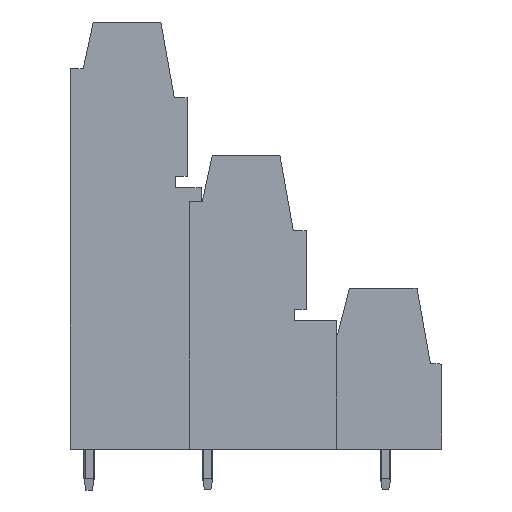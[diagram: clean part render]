
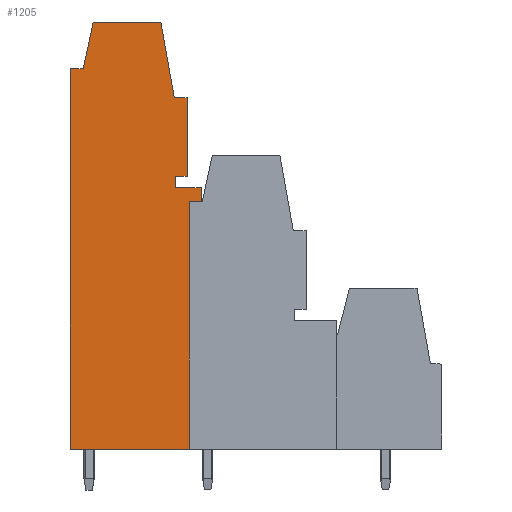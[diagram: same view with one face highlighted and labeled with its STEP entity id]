
A CAD part, left-side view. The second image highlights one B-rep face of the part: STEP entity #1205.
In plain terms, the highlighted planar face has unit normal (-1, 0, 0).
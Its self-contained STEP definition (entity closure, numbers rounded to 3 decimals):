
#1008=AXIS2_PLACEMENT_3D('Plane Axis2P3D',#1005,#1006,#1007) ;
#893=CARTESIAN_POINT('Vertex',(2.54,20.6,24.7)) ;
#896=CARTESIAN_POINT('Line Origine',(2.54,21.1,24.7)) ;
#900=CARTESIAN_POINT('Vertex',(2.54,21.6,24.7)) ;
#926=CARTESIAN_POINT('Vertex',(2.54,21.6,3.5)) ;
#929=CARTESIAN_POINT('Line Origine',(2.54,26.7,3.5)) ;
#933=CARTESIAN_POINT('Vertex',(2.54,31.8,3.5)) ;
#1005=CARTESIAN_POINT('Axis2P3D Location',(2.54,35.177,3.5)) ;
#1109=CARTESIAN_POINT('Line Origine',(2.54,20.6,25.3)) ;
#1113=CARTESIAN_POINT('Vertex',(2.54,20.6,25.9)) ;
#1116=CARTESIAN_POINT('Line Origine',(2.54,21.7,25.9)) ;
#1120=CARTESIAN_POINT('Vertex',(2.54,22.8,25.9)) ;
#1123=CARTESIAN_POINT('Line Origine',(2.54,22.8,26.4)) ;
#1127=CARTESIAN_POINT('Vertex',(2.54,22.8,26.9)) ;
#1130=CARTESIAN_POINT('Line Origine',(2.54,22.3,26.9)) ;
#1134=CARTESIAN_POINT('Vertex',(2.54,21.8,26.9)) ;
#1137=CARTESIAN_POINT('Line Origine',(2.54,21.8,30.25)) ;
#1141=CARTESIAN_POINT('Vertex',(2.54,21.8,33.6)) ;
#1144=CARTESIAN_POINT('Line Origine',(2.54,22.352,33.6)) ;
#1148=CARTESIAN_POINT('Vertex',(2.54,22.904,33.6)) ;
#1151=CARTESIAN_POINT('Line Origine',(2.54,23.477,36.85)) ;
#1155=CARTESIAN_POINT('Vertex',(2.54,24.05,40.1)) ;
#1158=CARTESIAN_POINT('Line Origine',(2.54,26.95,40.1)) ;
#1162=CARTESIAN_POINT('Vertex',(2.54,29.85,40.1)) ;
#1165=CARTESIAN_POINT('Line Origine',(2.54,30.275,38.1)) ;
#1169=CARTESIAN_POINT('Vertex',(2.54,30.7,36.1)) ;
#1172=CARTESIAN_POINT('Line Origine',(2.54,31.25,36.1)) ;
#1176=CARTESIAN_POINT('Vertex',(2.54,31.8,36.1)) ;
#1179=CARTESIAN_POINT('Line Origine',(2.54,31.8,19.8)) ;
#1184=CARTESIAN_POINT('Line Origine',(2.54,21.6,14.1)) ;
#897=DIRECTION('Vector Direction',(0.,1.,0.)) ;
#930=DIRECTION('Vector Direction',(0.,-1.,0.)) ;
#1006=DIRECTION('Axis2P3D Direction',(-1.,0.,0.)) ;
#1007=DIRECTION('Axis2P3D XDirection',(0.,-1.,0.)) ;
#1110=DIRECTION('Vector Direction',(0.,0.,1.)) ;
#1117=DIRECTION('Vector Direction',(0.,1.,0.)) ;
#1124=DIRECTION('Vector Direction',(0.,0.,-1.)) ;
#1131=DIRECTION('Vector Direction',(0.,1.,0.)) ;
#1138=DIRECTION('Vector Direction',(0.,0.,-1.)) ;
#1145=DIRECTION('Vector Direction',(0.,-1.,0.)) ;
#1152=DIRECTION('Vector Direction',(0.,-0.174,-0.985)) ;
#1159=DIRECTION('Vector Direction',(0.,-1.,0.)) ;
#1166=DIRECTION('Vector Direction',(0.,-0.208,0.978)) ;
#1173=DIRECTION('Vector Direction',(0.,-1.,0.)) ;
#1180=DIRECTION('Vector Direction',(0.,0.,1.)) ;
#1185=DIRECTION('Vector Direction',(0.,0.,1.)) ;
#898=VECTOR('Line Direction',#897,1.) ;
#931=VECTOR('Line Direction',#930,1.) ;
#1111=VECTOR('Line Direction',#1110,1.) ;
#1118=VECTOR('Line Direction',#1117,1.) ;
#1125=VECTOR('Line Direction',#1124,1.) ;
#1132=VECTOR('Line Direction',#1131,1.) ;
#1139=VECTOR('Line Direction',#1138,1.) ;
#1146=VECTOR('Line Direction',#1145,1.) ;
#1153=VECTOR('Line Direction',#1152,1.) ;
#1160=VECTOR('Line Direction',#1159,1.) ;
#1167=VECTOR('Line Direction',#1166,1.) ;
#1174=VECTOR('Line Direction',#1173,1.) ;
#1181=VECTOR('Line Direction',#1180,1.) ;
#1186=VECTOR('Line Direction',#1185,1.) ;
#1190=ORIENTED_EDGE('',*,*,#1115,.T.) ;
#1191=ORIENTED_EDGE('',*,*,#1122,.T.) ;
#1192=ORIENTED_EDGE('',*,*,#1129,.F.) ;
#1193=ORIENTED_EDGE('',*,*,#1136,.F.) ;
#1194=ORIENTED_EDGE('',*,*,#1143,.F.) ;
#1195=ORIENTED_EDGE('',*,*,#1150,.F.) ;
#1196=ORIENTED_EDGE('',*,*,#1157,.F.) ;
#1197=ORIENTED_EDGE('',*,*,#1164,.F.) ;
#1198=ORIENTED_EDGE('',*,*,#1171,.F.) ;
#1199=ORIENTED_EDGE('',*,*,#1178,.F.) ;
#1200=ORIENTED_EDGE('',*,*,#1183,.F.) ;
#1201=ORIENTED_EDGE('',*,*,#935,.T.) ;
#1202=ORIENTED_EDGE('',*,*,#1188,.T.) ;
#1203=ORIENTED_EDGE('',*,*,#902,.F.) ;
#1205=ADVANCED_FACE('HOUSING',(#1204),#1009,.T.) ;
#902=EDGE_CURVE('',#894,#901,#899,.T.) ;
#935=EDGE_CURVE('',#934,#927,#932,.T.) ;
#1115=EDGE_CURVE('',#894,#1114,#1112,.T.) ;
#1122=EDGE_CURVE('',#1114,#1121,#1119,.T.) ;
#1129=EDGE_CURVE('',#1128,#1121,#1126,.T.) ;
#1136=EDGE_CURVE('',#1135,#1128,#1133,.T.) ;
#1143=EDGE_CURVE('',#1142,#1135,#1140,.T.) ;
#1150=EDGE_CURVE('',#1149,#1142,#1147,.T.) ;
#1157=EDGE_CURVE('',#1156,#1149,#1154,.T.) ;
#1164=EDGE_CURVE('',#1163,#1156,#1161,.T.) ;
#1171=EDGE_CURVE('',#1170,#1163,#1168,.T.) ;
#1178=EDGE_CURVE('',#1177,#1170,#1175,.T.) ;
#1183=EDGE_CURVE('',#934,#1177,#1182,.T.) ;
#1188=EDGE_CURVE('',#927,#901,#1187,.T.) ;
#1189=EDGE_LOOP('',(#1190,#1191,#1192,#1193,#1194,#1195,#1196,#1197,#1198,#1199,#1200,#1201,#1202,#1203)) ;
#1204=FACE_OUTER_BOUND('',#1189,.T.) ;
#899=LINE('Line',#896,#898) ;
#932=LINE('Line',#929,#931) ;
#1112=LINE('Line',#1109,#1111) ;
#1119=LINE('Line',#1116,#1118) ;
#1126=LINE('Line',#1123,#1125) ;
#1133=LINE('Line',#1130,#1132) ;
#1140=LINE('Line',#1137,#1139) ;
#1147=LINE('Line',#1144,#1146) ;
#1154=LINE('Line',#1151,#1153) ;
#1161=LINE('Line',#1158,#1160) ;
#1168=LINE('Line',#1165,#1167) ;
#1175=LINE('Line',#1172,#1174) ;
#1182=LINE('Line',#1179,#1181) ;
#1187=LINE('Line',#1184,#1186) ;
#1009=PLANE('',#1008) ;
#894=VERTEX_POINT('',#893) ;
#901=VERTEX_POINT('',#900) ;
#927=VERTEX_POINT('',#926) ;
#934=VERTEX_POINT('',#933) ;
#1114=VERTEX_POINT('',#1113) ;
#1121=VERTEX_POINT('',#1120) ;
#1128=VERTEX_POINT('',#1127) ;
#1135=VERTEX_POINT('',#1134) ;
#1142=VERTEX_POINT('',#1141) ;
#1149=VERTEX_POINT('',#1148) ;
#1156=VERTEX_POINT('',#1155) ;
#1163=VERTEX_POINT('',#1162) ;
#1170=VERTEX_POINT('',#1169) ;
#1177=VERTEX_POINT('',#1176) ;
